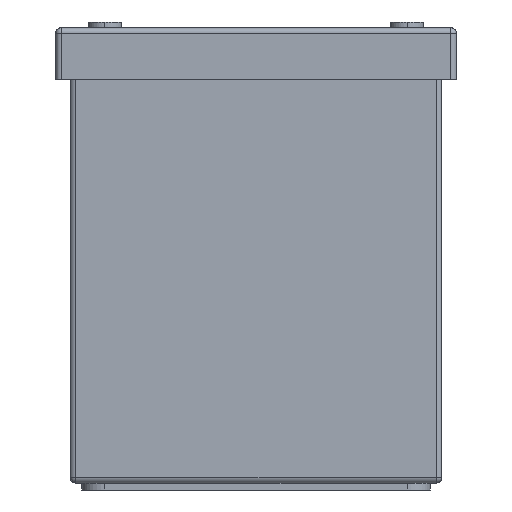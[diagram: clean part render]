
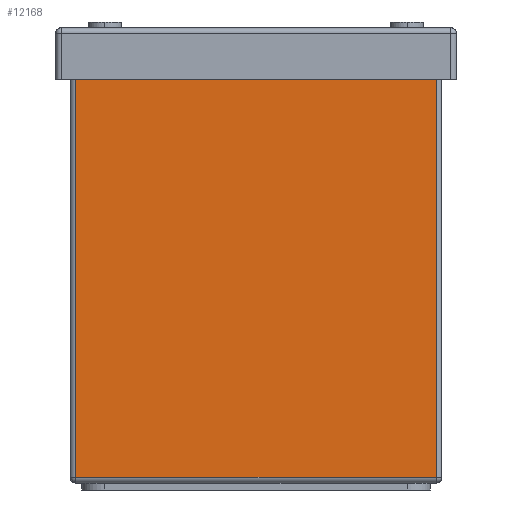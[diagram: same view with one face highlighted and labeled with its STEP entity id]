
A CAD part, left-side view. The second image highlights one B-rep face of the part: STEP entity #12168.
In plain terms, the highlighted planar face has unit normal (-1, 0, 0).
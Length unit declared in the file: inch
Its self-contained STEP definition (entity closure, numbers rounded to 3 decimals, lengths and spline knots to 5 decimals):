
#56 = LINE ( 'NONE', #10073, #7523 ) ;
#789 = EDGE_LOOP ( 'NONE', ( #4224, #871, #14042, #3895 ) ) ;
#871 = ORIENTED_EDGE ( 'NONE', *, *, #2884, .T. ) ;
#1940 = CARTESIAN_POINT ( 'NONE',  ( 0., 3.94, 4.75 ) ) ;
#2884 = EDGE_CURVE ( 'NONE', #10601, #8153, #4456, .T. ) ;
#3080 = LINE ( 'NONE', #5309, #11728 ) ;
#3895 = ORIENTED_EDGE ( 'NONE', *, *, #4839, .T. ) ;
#4224 = ORIENTED_EDGE ( 'NONE', *, *, #6682, .F. ) ;
#4456 = LINE ( 'NONE', #8969, #13221 ) ;
#4479 = DIRECTION ( 'NONE',  ( 1., 0., 0. ) ) ;
#4833 = AXIS2_PLACEMENT_3D ( 'NONE', #11010, #4479, #5342 ) ;
#4839 = EDGE_CURVE ( 'NONE', #10615, #9701, #56, .T. ) ;
#5239 = DIRECTION ( 'NONE',  ( 0., 0., -1. ) ) ;
#5309 = CARTESIAN_POINT ( 'NONE',  ( 0., 0.06, 4.75 ) ) ;
#5342 = DIRECTION ( 'NONE',  ( 0., 1., 0. ) ) ;
#6488 = FACE_OUTER_BOUND ( 'NONE', #789, .T. ) ;
#6635 = EDGE_CURVE ( 'NONE', #8153, #10615, #11277, .T. ) ;
#6682 = EDGE_CURVE ( 'NONE', #10601, #9701, #3080, .T. ) ;
#6889 = DIRECTION ( 'NONE',  ( 0., 1., 0. ) ) ;
#7523 = VECTOR ( 'NONE', #12081, 39.37008 ) ;
#7686 = CARTESIAN_POINT ( 'NONE',  ( 0., 0.06, 4.69 ) ) ;
#8153 = VERTEX_POINT ( 'NONE', #8749 ) ;
#8749 = CARTESIAN_POINT ( 'NONE',  ( 0., 3.94, 4.69 ) ) ;
#8969 = CARTESIAN_POINT ( 'NONE',  ( 0., 3.94, 4.69 ) ) ;
#9701 = VERTEX_POINT ( 'NONE', #13751 ) ;
#10073 = CARTESIAN_POINT ( 'NONE',  ( 0., 3.94, 0.06 ) ) ;
#10470 = CARTESIAN_POINT ( 'NONE',  ( 0., 3.94, 0.06 ) ) ;
#10601 = VERTEX_POINT ( 'NONE', #7686 ) ;
#10615 = VERTEX_POINT ( 'NONE', #10470 ) ;
#10838 = DIRECTION ( 'NONE',  ( 0., 0., -1. ) ) ;
#11010 = CARTESIAN_POINT ( 'NONE',  ( 0., 3.94, 4.75 ) ) ;
#11277 = LINE ( 'NONE', #1940, #13555 ) ;
#11728 = VECTOR ( 'NONE', #10838, 39.37008 ) ;
#12081 = DIRECTION ( 'NONE',  ( 0., -1., 0. ) ) ;
#12086 = PLANE ( 'NONE',  #4833 ) ;
#12168 = ADVANCED_FACE ( 'NONE', ( #6488 ), #12086, .F. ) ;
#13221 = VECTOR ( 'NONE', #6889, 39.37008 ) ;
#13555 = VECTOR ( 'NONE', #5239, 39.37008 ) ;
#13751 = CARTESIAN_POINT ( 'NONE',  ( 0., 0.06, 0.06 ) ) ;
#14042 = ORIENTED_EDGE ( 'NONE', *, *, #6635, .T. ) ;
